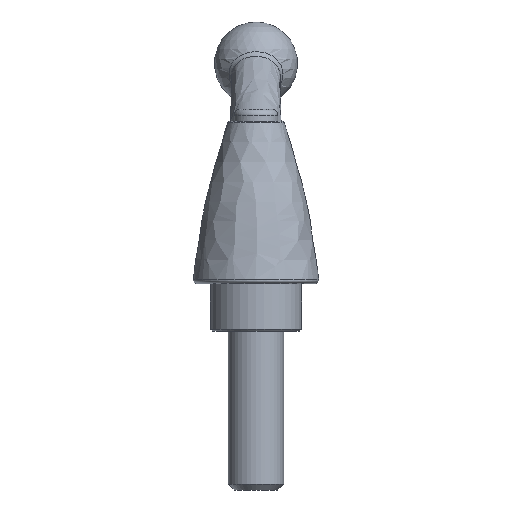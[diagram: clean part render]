
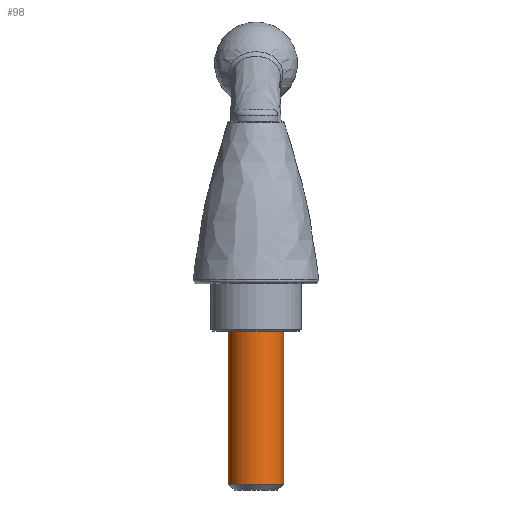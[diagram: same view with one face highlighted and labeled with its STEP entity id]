
A CAD part, left-side view. The second image highlights one B-rep face of the part: STEP entity #98.
In plain terms, the highlighted cylindrical face has radius 7 mm (diameter 14 mm), a full revolution.
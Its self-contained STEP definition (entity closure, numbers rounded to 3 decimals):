
#98 = ADVANCED_FACE( '', ( #207, #208 ), #209, .T. );
#207 = FACE_OUTER_BOUND( '', #5242, .T. );
#208 = FACE_OUTER_BOUND( '', #5243, .T. );
#209 = CYLINDRICAL_SURFACE( '', #5244, 7. );
#5242 = EDGE_LOOP( '', ( #5389 ) );
#5243 = EDGE_LOOP( '', ( #5390 ) );
#5244 = AXIS2_PLACEMENT_3D( '', #5391, #5392, #5393 );
#5389 = ORIENTED_EDGE( '', *, *, #5454, .T. );
#5390 = ORIENTED_EDGE( '', *, *, #5425, .T. );
#5391 = CARTESIAN_POINT( '', ( 0., 0., -52. ) );
#5392 = DIRECTION( '', ( 0., 0., -1. ) );
#5393 = DIRECTION( '', ( 0., -1., 0. ) );
#5425 = EDGE_CURVE( '', #5498, #5498, #5499, .F. );
#5454 = EDGE_CURVE( '', #5537, #5537, #5538, .F. );
#5498 = VERTEX_POINT( '', #6873 );
#5499 = CIRCLE( '', #6874, 7. );
#5537 = VERTEX_POINT( '', #7805 );
#5538 = CIRCLE( '', #7806, 7. );
#6873 = CARTESIAN_POINT( '', ( 0., -7., -12. ) );
#6874 = AXIS2_PLACEMENT_3D( '', #7836, #7837, #7838 );
#7805 = CARTESIAN_POINT( '', ( 0., 7., -50.5 ) );
#7806 = AXIS2_PLACEMENT_3D( '', #7859, #7860, #7861 );
#7836 = CARTESIAN_POINT( '', ( 0., 0., -12. ) );
#7837 = DIRECTION( '', ( 0., 0., 1. ) );
#7838 = DIRECTION( '', ( 0., -1., 0. ) );
#7859 = CARTESIAN_POINT( '', ( 0., 0., -50.5 ) );
#7860 = DIRECTION( '', ( 0., 0., -1. ) );
#7861 = DIRECTION( '', ( 0., 1., 0. ) );
